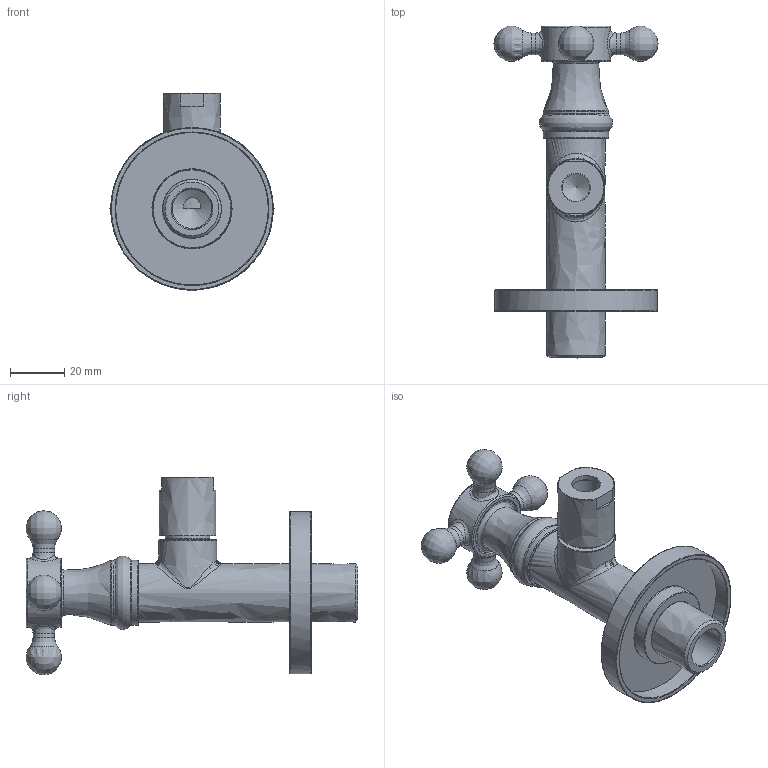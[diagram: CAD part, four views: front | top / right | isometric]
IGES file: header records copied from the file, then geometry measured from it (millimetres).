
Global section: file name: V290-X; native system: Autodesk Inventor 2014; preprocessor: unknown; author: adaniels; date: 20140227.155136; units: millimetre
Bounding box: 60.3 x 121.8 x 72.65 mm (x, y, z)
Volume: 57305.9 mm3; surface area: 35073.3 mm2
Topology: 8 solids, 11 shells, 315 faces, 876 edges, 598 vertices
Faces by surface type: bspline 315
